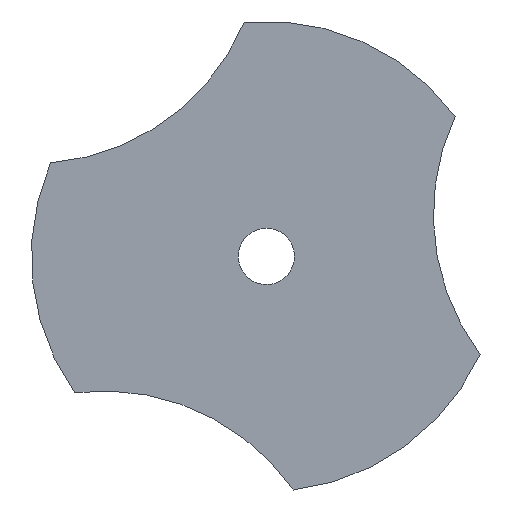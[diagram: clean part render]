
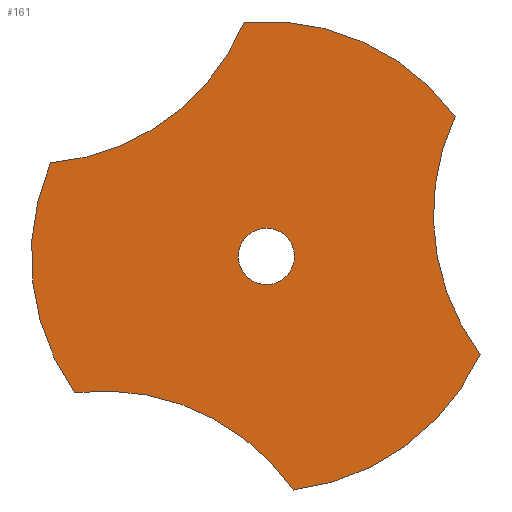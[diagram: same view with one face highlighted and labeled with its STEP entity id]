
A CAD part, left-side view. The second image highlights one B-rep face of the part: STEP entity #161.
In plain terms, the highlighted planar face has unit normal (-1, 0, 0).
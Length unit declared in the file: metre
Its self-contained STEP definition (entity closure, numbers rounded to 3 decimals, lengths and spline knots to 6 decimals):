
#21=PLANE('',#197);
#67=ORIENTED_EDGE('',*,*,#74,.T.);
#68=ORIENTED_EDGE('',*,*,#90,.F.);
#69=ORIENTED_EDGE('',*,*,#87,.T.);
#70=ORIENTED_EDGE('',*,*,#84,.F.);
#71=ORIENTED_EDGE('',*,*,#81,.T.);
#72=ORIENTED_EDGE('',*,*,#78,.F.);
#73=ORIENTED_EDGE('',*,*,#93,.T.);
#74=EDGE_CURVE('',#94,#95,#108,.T.);
#78=EDGE_CURVE('',#94,#98,#110,.T.);
#81=EDGE_CURVE('',#100,#98,#112,.T.);
#84=EDGE_CURVE('',#100,#102,#114,.T.);
#87=EDGE_CURVE('',#104,#102,#116,.T.);
#90=EDGE_CURVE('',#104,#95,#118,.T.);
#93=EDGE_CURVE('',#107,#107,#121,.T.);
#94=VERTEX_POINT('',#255);
#95=VERTEX_POINT('',#256);
#98=VERTEX_POINT('',#264);
#100=VERTEX_POINT('',#270);
#102=VERTEX_POINT('',#276);
#104=VERTEX_POINT('',#282);
#107=VERTEX_POINT('',#293);
#108=CIRCLE('',#176,0.011135);
#110=CIRCLE('',#179,0.011311);
#112=CIRCLE('',#182,0.011135);
#114=CIRCLE('',#185,0.011311);
#116=CIRCLE('',#188,0.011135);
#118=CIRCLE('',#191,0.011311);
#121=CIRCLE('',#195,0.001353);
#132=EDGE_LOOP('',(#67,#68,#69,#70,#71,#72));
#133=EDGE_LOOP('',(#73));
#144=FACE_BOUND('',#132,.T.);
#145=FACE_BOUND('',#133,.T.);
#161=ADVANCED_FACE('',(#144,#145),#21,.F.);
#176=AXIS2_PLACEMENT_3D('',#254,#202,#203);
#179=AXIS2_PLACEMENT_3D('',#263,#210,#211);
#182=AXIS2_PLACEMENT_3D('',#269,#217,#218);
#185=AXIS2_PLACEMENT_3D('',#275,#224,#225);
#188=AXIS2_PLACEMENT_3D('',#281,#231,#232);
#191=AXIS2_PLACEMENT_3D('',#287,#238,#239);
#195=AXIS2_PLACEMENT_3D('',#292,#246,#247);
#197=AXIS2_PLACEMENT_3D('',#295,#250,#251);
#202=DIRECTION('',(1.,0.,0.));
#203=DIRECTION('',(0.,0.156,-0.988));
#210=DIRECTION('',(1.,0.,0.));
#211=DIRECTION('',(0.,0.156,-0.988));
#217=DIRECTION('',(1.,0.,0.));
#218=DIRECTION('',(0.,0.156,-0.988));
#224=DIRECTION('',(1.,0.,0.));
#225=DIRECTION('',(0.,0.156,-0.988));
#231=DIRECTION('',(1.,0.,0.));
#232=DIRECTION('',(0.,0.156,-0.988));
#238=DIRECTION('',(1.,0.,0.));
#239=DIRECTION('',(0.,0.156,-0.988));
#246=DIRECTION('',(1.,0.,0.));
#247=DIRECTION('',(0.,0.156,-0.988));
#250=DIRECTION('',(1.,0.,0.));
#251=DIRECTION('',(0.,0.988,0.156));
#254=CARTESIAN_POINT('',(0.034492,0.280194,0.062696));
#255=CARTESIAN_POINT('',(0.034492,0.281573,0.073745));
#256=CARTESIAN_POINT('',(0.034492,0.27106,0.069064));
#263=CARTESIAN_POINT('',(0.034492,0.272356,0.080301));
#264=CARTESIAN_POINT('',(0.034492,0.282735,0.084797));
#269=CARTESIAN_POINT('',(0.034492,0.283683,0.095891));
#270=CARTESIAN_POINT('',(0.034492,0.273424,0.091561));
#275=CARTESIAN_POINT('',(0.034492,0.272356,0.080301));
#276=CARTESIAN_POINT('',(0.034492,0.263272,0.087041));
#281=CARTESIAN_POINT('',(0.034492,0.25319,0.082315));
#282=CARTESIAN_POINT('',(0.034492,0.262069,0.075596));
#287=CARTESIAN_POINT('',(0.034492,0.272356,0.080301));
#292=CARTESIAN_POINT('',(0.034492,0.272356,0.080301));
#293=CARTESIAN_POINT('',(0.034492,0.272567,0.078965));
#295=CARTESIAN_POINT('',(0.034492,0.272528,0.080538));
